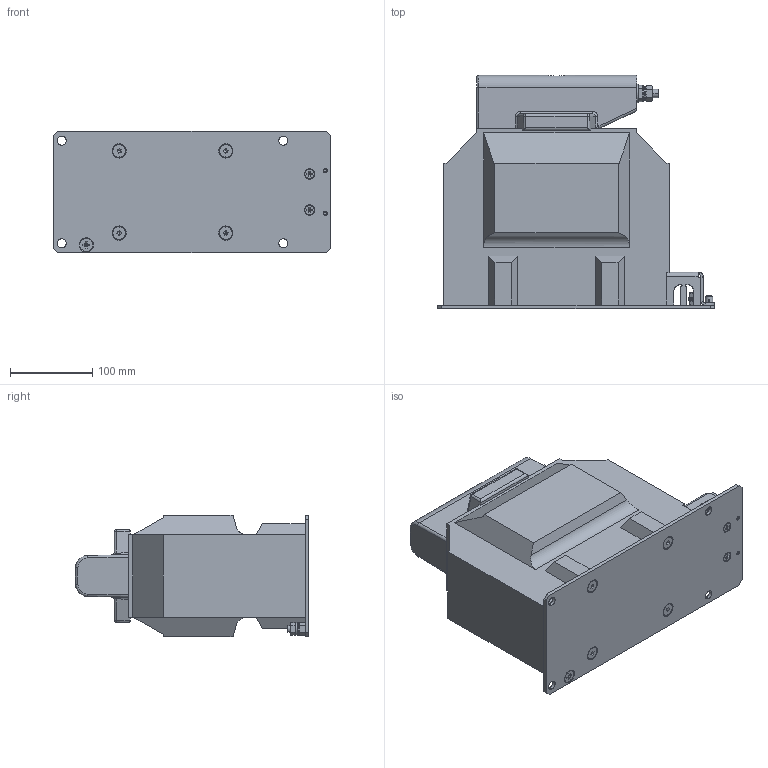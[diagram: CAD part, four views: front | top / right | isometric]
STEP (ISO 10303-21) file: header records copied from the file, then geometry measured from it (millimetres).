
FILE_DESCRIPTION (( 'STEP AP214' ), '1' );
FILE_NAME ('虯恂-旂-10-昑S.STEP', '2024-04-22T07:36:16', ( '' ), ( '' ), 'SwSTEP 2.0', 'SolidWorks 2014', '' );
FILE_SCHEMA (( 'AUTOMOTIVE_DESIGN' ));
Length unit declared in the file: millimetre
Products named in the file (50): plain washer grade a_din_Washer DIN 125 - A 5.3; ÂÅÈÓ.758472.048 Ãàéêà ñïåöèàëüíàÿ Ì18; ÂÅÈÓ.758472.047 Ãàéêà ñïåöèàëüíàÿ Ì5_-00; ﾂﾅﾈﾓ.745418.001 ﾇ琥韲; ÂÅÈÓ.754312.183À Òàáëè÷êà òåõíè÷åñêèõ äàííûõ ÍÈÎË-ÑÒ_-00; Ëåíòà ñòàëüíàÿ^ÂÅÈÓ.684419.012 Ìàãíèòîïðîâîä ñ îáìîòêàìè; 屡扔.758181.002 妈眚 镫铎徼痤忸黜; ÂÅÈÓ.685159.005 Êîíòàêò; 屡扔.301325.001 物铕郷-00; ÂÅÈÓ.735314.027 Êðûøêà çàùèòíàÿ_-00; Êîìïàóíä (îòëèâêà) ïðåäîõðàíèòåëüíîãî óñòðîéñòâà ÂÅÈÓ.723111.011; ÂÅÈÓ.757255.104 Ìàãíèòîïðîâîä; ÂÅÈÓ.686456.001 Ïðîêëàäêà; socket head cap screw 4762_din_ISO 4762 M10 x 25 --- 25N; Ïîëîâèíà ìàãíèòîïðîâîäà^ÂÅÈÓ.757255.104 Ìàãíèòîïðîâîä; 屡扔.733411.007 务眍忄龛錩-00; curved spring lock washer_din_Spring washer DIN 128 - A6; ÂÅÈÓ.671241.522 Ñáîðêà ñ çàëèâêîé ÍÈÎË-ÑÒ-10-Ì_-02; plain washer grade a_din_Washer DIN 125 - A 6.4; 虯恂-旂-10-昑S; Äîçàëèâêà^ÂÅÈÓ.671241.522 Ñáîðêà ñ çàëèâêîé ÍÈÎË-ÑÒ-10-Ì; �������^����.671241.522 ������ � �������� ����-��-10-�_����-��-6(10)-� (3 ���.); hex nut style 1 gradeab_din_Hexagon Nut ISO 4032 - M6 - D - N; ÂÅÈÓ.723111.011 Ïðåäîõðàíèòåëüíîå óñòðîéñòâî ÍÈÎË (â ñáîðå) (SIBA)_-01; ÂÅÈÓ.671241.122 Àêòèâíàÿ ÷àñòü_-02; curved spring lock washer_din_Spring washer DIN 128 - A8; 屡扔.305364.007 青汶篪赅; Ïåðâè÷íûé âûâîä^ÂÅÈÓ.671241.122 Àêòèâíàÿ ÷àñòü; plain washer grade a_din_Washer DIN 125 - A 8.4; ﾘ琺矜 DIN 127 B_10; ﾘ琺矜 DIN 125 ﾀ_10.01.019; 令腧 󊬱6.88.016 DIN933; hex nut style 1 gradeab_din_Hexagon Nut ISO 4032 - M8 - D - N; Ãàéêà øåñòèãðàííàÿ DIN 934_10; 屡扔.758472.007 绵殛郷-02; countersunk flat head cross recess screw_din_ISO 7046-1 - M6 x 20 - Z --- 20N; Ïðóæèíà ñæàòèÿ STAMO (1x7x35x18 - ñòàëü)_STAMO 1x7x35x18; ÂÅÈÓ.758472.021 Ãàéêà; countersunk flat head cross recess screw_din_ISO 7046-1 - M8 x 25 - Z --- 25N; 砎槼隰譇膻蠈錪 SIBA-18700 8x150 ...
Assembly tree (89 placements, depth 6):
  虯恂-旂-10-昑S
    ÂÅÈÓ.671241.522 Ñáîðêà ñ çàëèâêîé ÍÈÎË-ÑÒ-10-Ì_-02
      ÂÅÈÓ.671241.122 Àêòèâíàÿ ÷àñòü_-02
        ÂÅÈÓ.684419.012 Ìàãíèòîïðîâîä ñ îáìîòêàìè
          ÂÅÈÓ.757255.104 Ìàãíèòîïðîâîä
            Ïîëîâèíà ìàãíèòîïðîâîäà^ÂÅÈÓ.757255.104 Ìàãíèòîïðîâîä
          屡扔.301325.001 物铕郷-00
          Ëåíòà ñòàëüíàÿ^ÂÅÈÓ.684419.012 Ìàãíèòîïðîâîä ñ îáìîòêàìè
          ﾂﾅﾈﾓ.745418.001 ﾇ琥韲  x2
        ÂÅÈÓ.757564.126 Âèíò êîðïóñà
        ÂÅÈÓ.713141.006 Âòóëêà îïîðíàÿ_-00
        ÂÅÈÓ.713141.006 Âòóëêà îïîðíàÿ_-01  x3
        ÂÅÈÓ.758472.021 Ãàéêà
        屡扔.758472.007 绵殛郷-02  x6
        令腧 󊬱6.88.016 DIN933  x4
        Ïåðâè÷íûé âûâîä^ÂÅÈÓ.671241.122 Àêòèâíàÿ ÷àñòü
      �������^����.671241.522 ������ � �������� ����-��-10-�_����-��-6(10)-� (3 ���.)
      Äîçàëèâêà^ÂÅÈÓ.671241.522 Ñáîðêà ñ çàëèâêîé ÍÈÎË-ÑÒ-10-Ì
    屡扔.733411.007 务眍忄龛錩-00
    ÂÅÈÓ.686456.001 Ïðîêëàäêà
    ÂÅÈÓ.735314.027 Êðûøêà çàùèòíàÿ_-00
    屡扔.758181.002 妈眚 镫铎徼痤忸黜  x2
    ÂÅÈÓ.754312.183À Òàáëè÷êà òåõíè÷åñêèõ äàííûõ ÍÈÎË-ÑÒ_-00
    plain washer grade a_din_Washer DIN 125 - A 5.3  x6
    curved spring lock washer_din_Spring washer DIN 128 - A5  x6
    Áîëò DIN 933_5å10  x6
    socket countersunk head screw_din_DIN 7991 - M8 x 20 --- 20N  x4
    countersunk flat head cross recess screw_din_ISO 7046-1 - M8 x 25 - Z --- 25N
    countersunk flat head cross recess screw_din_ISO 7046-1 - M6 x 20 - Z --- 20N  x2
    hex nut style 1 gradeab_din_Hexagon Nut ISO 4032 - M8 - D - N  x2
    plain washer grade a_din_Washer DIN 125 - A 8.4  x2
    curved spring lock washer_din_Spring washer DIN 128 - A8
    hex nut style 1 gradeab_din_Hexagon Nut ISO 4032 - M6 - D - N  x4
    plain washer grade a_din_Washer DIN 125 - A 6.4  x4
    curved spring lock washer_din_Spring washer DIN 128 - A6  x2
    socket head cap screw 4762_din_ISO 4762 M10 x 25 --- 25N
    ÂÅÈÓ.723111.011 Ïðåäîõðàíèòåëüíîå óñòðîéñòâî ÍÈÎË (â ñáîðå) (SIBA)_-01
      ÂÅÈÓ.723111.011 Ïðåäîõðàíèòåëüíîå óñòðîéñòâî ÍÈÎË (ñáîðêà ñ çàëèâêîé) (SIBA)
        Êîìïàóíä (îòëèâêà) ïðåäîõðàíèòåëüíîãî óñòðîéñòâà ÂÅÈÓ.723111.011
        ÂÅÈÓ.685159.005 Êîíòàêò
        ÂÅÈÓ.758472.047 Ãàéêà ñïåöèàëüíàÿ Ì5_-00
        ÂÅÈÓ.758472.048 Ãàéêà ñïåöèàëüíàÿ Ì18
        Ïðîâîä ÏÝÒÂ-2 2,0 áåç èçîëÿöèè
      ÂÅÈÓ.685159.009 Êîíòàêò
      砎槼隰譇膻蠈錪 SIBA-18700 8x150
      Ïðóæèíà ñæàòèÿ STAMO (1x7x35x18 - ñòàëü)_STAMO 1x7x35x18
      Ãàéêà øåñòèãðàííàÿ DIN 934_10
      ﾘ琺矜 DIN 125 ﾀ_10.01.019
      ﾘ琺矜 DIN 127 B_10
      屡扔.305364.007 青汶篪赅
Bounding box: 337.5 x 284 x 148 mm (x, y, z)
Volume: 5645410.8 mm3; surface area: 1109547.8 mm2
Topology: 97 solids, 98 shells, 5856 faces, 14822 edges, 9466 vertices
Faces by surface type: plane 3086, bspline 1194, cylinder 923, cone 529, torus 118, sphere 6
Entity records: 251325 total; most frequent: CARTESIAN_POINT 102727, ORIENTED_EDGE 26504, DIRECTION 20743, EDGE_CURVE 13252, LINE 8581, VECTOR 8581, VERTEX_POINT 8571, AXIS2_PLACEMENT_3D 6081
